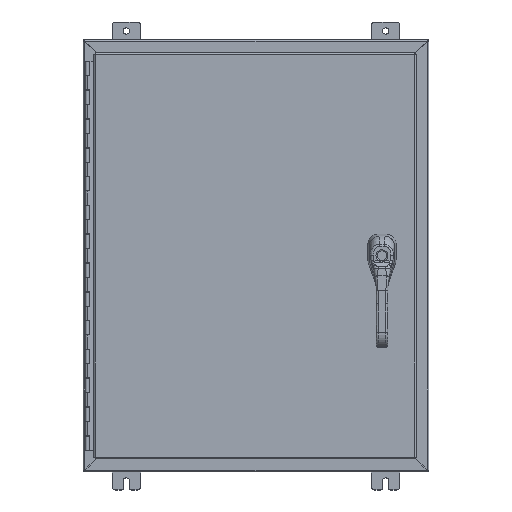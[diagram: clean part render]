
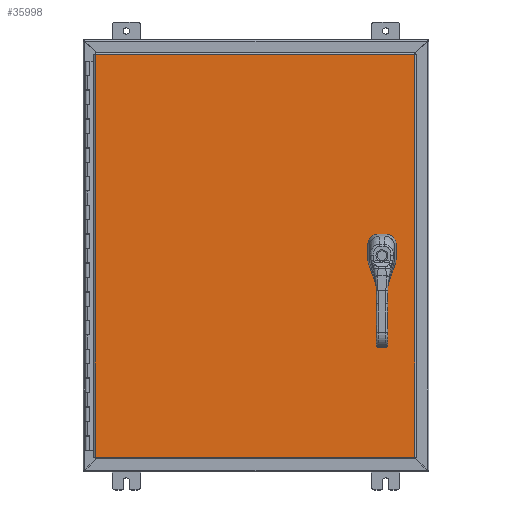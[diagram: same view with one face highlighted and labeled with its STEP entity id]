
A CAD part, top view. The second image highlights one B-rep face of the part: STEP entity #35998.
In plain terms, the highlighted face is planar.
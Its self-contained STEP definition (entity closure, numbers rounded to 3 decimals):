
#2336=FACE_BOUND('',#7262,.T.);
#2337=FACE_BOUND('',#7263,.T.);
#2338=FACE_BOUND('',#7264,.T.);
#2339=FACE_BOUND('',#7265,.T.);
#2970=PLANE('',#40595);
#5020=FACE_OUTER_BOUND('',#7261,.T.);
#7261=EDGE_LOOP('',(#31834,#31835,#31836,#31837));
#7262=EDGE_LOOP('',(#31838,#31839,#31840,#31841,#31842,#31843,#31844,#31845));
#7263=EDGE_LOOP('',(#31846));
#7264=EDGE_LOOP('',(#31847));
#7265=EDGE_LOOP('',(#31848));
#9480=LINE('',#96596,#12055);
#9484=LINE('',#96608,#12059);
#9488=LINE('',#96620,#12063);
#9492=LINE('',#96630,#12067);
#9517=LINE('',#96803,#12092);
#9530=LINE('',#96938,#12105);
#9548=LINE('',#97107,#12123);
#9552=LINE('',#97142,#12127);
#12055=VECTOR('',#50073,0.394);
#12059=VECTOR('',#50085,0.394);
#12063=VECTOR('',#50097,0.394);
#12067=VECTOR('',#50109,0.394);
#12092=VECTOR('',#50166,0.394);
#12105=VECTOR('',#50189,0.394);
#12123=VECTOR('',#50223,0.394);
#12127=VECTOR('',#50233,0.394);
#14482=CIRCLE('',#40539,0.453);
#14484=CIRCLE('',#40543,0.453);
#14486=CIRCLE('',#40547,0.453);
#14488=CIRCLE('',#40551,0.453);
#14489=CIRCLE('',#40554,0.141);
#14491=CIRCLE('',#40557,0.141);
#14493=CIRCLE('',#40560,0.141);
#17269=VERTEX_POINT('',#96587);
#17270=VERTEX_POINT('',#96589);
#17272=VERTEX_POINT('',#96595);
#17274=VERTEX_POINT('',#96601);
#17276=VERTEX_POINT('',#96607);
#17278=VERTEX_POINT('',#96613);
#17280=VERTEX_POINT('',#96619);
#17282=VERTEX_POINT('',#96625);
#17283=VERTEX_POINT('',#96632);
#17285=VERTEX_POINT('',#96638);
#17287=VERTEX_POINT('',#96644);
#17312=VERTEX_POINT('',#96794);
#17313=VERTEX_POINT('',#96802);
#17317=VERTEX_POINT('',#96874);
#17323=VERTEX_POINT('',#96930);
#22134=EDGE_CURVE('',#17270,#17269,#14482,.T.);
#22137=EDGE_CURVE('',#17272,#17270,#9480,.T.);
#22140=EDGE_CURVE('',#17274,#17272,#14484,.T.);
#22143=EDGE_CURVE('',#17276,#17274,#9484,.T.);
#22146=EDGE_CURVE('',#17278,#17276,#14486,.T.);
#22149=EDGE_CURVE('',#17280,#17278,#9488,.T.);
#22152=EDGE_CURVE('',#17282,#17280,#14488,.T.);
#22155=EDGE_CURVE('',#17269,#17282,#9492,.T.);
#22156=EDGE_CURVE('',#17283,#17283,#14489,.T.);
#22159=EDGE_CURVE('',#17285,#17285,#14491,.T.);
#22162=EDGE_CURVE('',#17287,#17287,#14493,.T.);
#22195=EDGE_CURVE('',#17313,#17312,#9517,.T.);
#22215=EDGE_CURVE('',#17317,#17323,#9530,.T.);
#22240=EDGE_CURVE('',#17312,#17317,#9548,.T.);
#22245=EDGE_CURVE('',#17323,#17313,#9552,.T.);
#31834=ORIENTED_EDGE('',*,*,#22240,.T.);
#31835=ORIENTED_EDGE('',*,*,#22215,.T.);
#31836=ORIENTED_EDGE('',*,*,#22245,.T.);
#31837=ORIENTED_EDGE('',*,*,#22195,.T.);
#31838=ORIENTED_EDGE('',*,*,#22134,.T.);
#31839=ORIENTED_EDGE('',*,*,#22155,.T.);
#31840=ORIENTED_EDGE('',*,*,#22152,.T.);
#31841=ORIENTED_EDGE('',*,*,#22149,.T.);
#31842=ORIENTED_EDGE('',*,*,#22146,.T.);
#31843=ORIENTED_EDGE('',*,*,#22143,.T.);
#31844=ORIENTED_EDGE('',*,*,#22140,.T.);
#31845=ORIENTED_EDGE('',*,*,#22137,.T.);
#31846=ORIENTED_EDGE('',*,*,#22156,.T.);
#31847=ORIENTED_EDGE('',*,*,#22159,.T.);
#31848=ORIENTED_EDGE('',*,*,#22162,.T.);
#35998=ADVANCED_FACE('',(#5020,#2336,#2337,#2338,#2339),#2970,.F.);
#40539=AXIS2_PLACEMENT_3D('',#96590,#50067,#50068);
#40543=AXIS2_PLACEMENT_3D('',#96602,#50079,#50080);
#40547=AXIS2_PLACEMENT_3D('',#96614,#50091,#50092);
#40551=AXIS2_PLACEMENT_3D('',#96626,#50103,#50104);
#40554=AXIS2_PLACEMENT_3D('',#96633,#50112,#50113);
#40557=AXIS2_PLACEMENT_3D('',#96639,#50119,#50120);
#40560=AXIS2_PLACEMENT_3D('',#96645,#50126,#50127);
#40595=AXIS2_PLACEMENT_3D('',#97245,#50269,#50270);
#50067=DIRECTION('center_axis',(0.,0.,1.));
#50068=DIRECTION('ref_axis',(-0.469,-0.883,0.));
#50073=DIRECTION('',(0.,1.,0.));
#50079=DIRECTION('center_axis',(0.,0.,1.));
#50080=DIRECTION('ref_axis',(-0.883,0.469,0.));
#50085=DIRECTION('',(1.,0.,0.));
#50091=DIRECTION('center_axis',(0.,0.,1.));
#50092=DIRECTION('ref_axis',(0.469,0.883,0.));
#50097=DIRECTION('',(0.,-1.,0.));
#50103=DIRECTION('center_axis',(0.,0.,1.));
#50104=DIRECTION('ref_axis',(0.883,-0.469,0.));
#50109=DIRECTION('',(-1.,0.,0.));
#50112=DIRECTION('center_axis',(0.,0.,1.));
#50113=DIRECTION('ref_axis',(1.,0.,0.));
#50119=DIRECTION('center_axis',(0.,0.,1.));
#50120=DIRECTION('ref_axis',(1.,0.,0.));
#50126=DIRECTION('center_axis',(0.,0.,1.));
#50127=DIRECTION('ref_axis',(1.,0.,0.));
#50166=DIRECTION('',(-1.,0.,0.));
#50189=DIRECTION('',(1.,0.,0.));
#50223=DIRECTION('',(0.,1.,0.));
#50233=DIRECTION('',(0.,-1.,0.));
#50269=DIRECTION('center_axis',(0.,0.,1.));
#50270=DIRECTION('ref_axis',(1.,0.,0.));
#96587=CARTESIAN_POINT('',(9.025,0.4,0.));
#96589=CARTESIAN_POINT('',(9.213,0.213,0.));
#96590=CARTESIAN_POINT('Origin',(8.813,0.,
0.));
#96595=CARTESIAN_POINT('',(9.213,-0.213,0.));
#96596=CARTESIAN_POINT('',(9.213,0.106,0.));
#96601=CARTESIAN_POINT('',(9.025,-0.4,0.));
#96602=CARTESIAN_POINT('Origin',(8.813,0.,
0.));
#96607=CARTESIAN_POINT('',(8.6,-0.4,0.));
#96608=CARTESIAN_POINT('',(4.513,-0.4,0.));
#96613=CARTESIAN_POINT('',(8.413,-0.213,0.));
#96614=CARTESIAN_POINT('Origin',(8.813,0.,
0.));
#96619=CARTESIAN_POINT('',(8.413,0.213,0.));
#96620=CARTESIAN_POINT('',(8.413,-0.106,0.));
#96625=CARTESIAN_POINT('',(8.6,0.4,0.));
#96626=CARTESIAN_POINT('Origin',(8.813,0.,
0.));
#96630=CARTESIAN_POINT('',(4.3,0.4,0.));
#96632=CARTESIAN_POINT('',(8.672,0.886,0.));
#96633=CARTESIAN_POINT('Origin',(8.812,0.886,0.));
#96638=CARTESIAN_POINT('',(8.672,1.378,0.));
#96639=CARTESIAN_POINT('Origin',(8.812,1.378,0.));
#96644=CARTESIAN_POINT('',(8.672,-0.885,0.));
#96645=CARTESIAN_POINT('Origin',(8.812,-0.885,0.));
#96794=CARTESIAN_POINT('',(-11.082,-13.989,0.));
#96802=CARTESIAN_POINT('',(11.082,-13.989,0.));
#96803=CARTESIAN_POINT('',(5.541,-13.989,0.));
#96874=CARTESIAN_POINT('',(-11.082,13.989,0.));
#96930=CARTESIAN_POINT('',(11.082,13.989,0.));
#96938=CARTESIAN_POINT('',(-5.594,13.989,0.));
#97107=CARTESIAN_POINT('',(-11.082,-6.994,0.));
#97142=CARTESIAN_POINT('',(11.082,6.994,0.));
#97245=CARTESIAN_POINT('Origin',(0.,0.,
0.));
